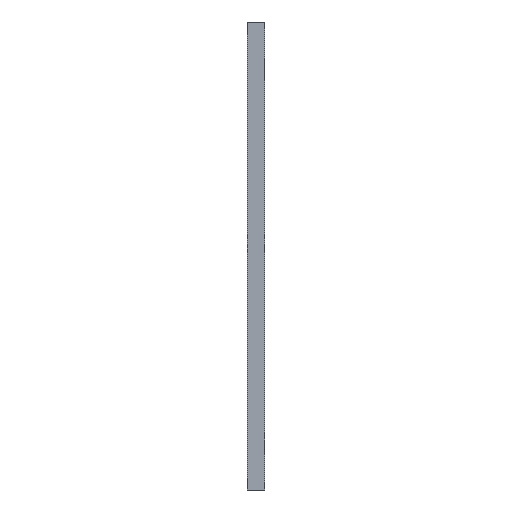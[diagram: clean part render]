
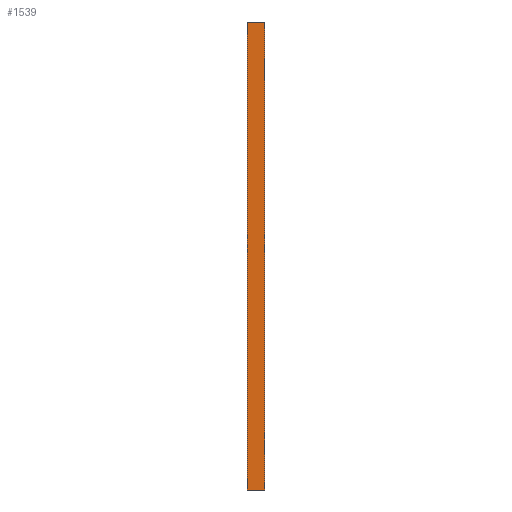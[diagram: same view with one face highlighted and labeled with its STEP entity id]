
A CAD part, left-side view. The second image highlights one B-rep face of the part: STEP entity #1539.
In plain terms, the highlighted planar face has unit normal (-1, 0, 0).
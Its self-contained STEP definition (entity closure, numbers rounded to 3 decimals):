
#2 = DIRECTION ( 'NONE',  ( 0., -1., 0. ) ) ;
#13 = CARTESIAN_POINT ( 'NONE',  ( -196.5, 1.5, -20. ) ) ;
#63 = VECTOR ( 'NONE', #336, 1000. ) ;
#140 = VECTOR ( 'NONE', #1669, 1000. ) ;
#211 = DIRECTION ( 'NONE',  ( 1., 0., 0. ) ) ;
#254 = EDGE_CURVE ( 'NONE', #2168, #2183, #1423, .T. ) ;
#263 = EDGE_LOOP ( 'NONE', ( #803, #725, #1738, #2306 ) ) ;
#322 = VECTOR ( 'NONE', #2, 1000. ) ;
#336 = DIRECTION ( 'NONE',  ( 0., 0., 1. ) ) ;
#389 = LINE ( 'NONE', #13, #140 ) ;
#398 = VECTOR ( 'NONE', #1338, 1000. ) ;
#536 = LINE ( 'NONE', #1968, #322 ) ;
#604 = EDGE_CURVE ( 'NONE', #924, #2183, #536, .T. ) ;
#643 = VERTEX_POINT ( 'NONE', #2051 ) ;
#725 = ORIENTED_EDGE ( 'NONE', *, *, #604, .F. ) ;
#731 = CARTESIAN_POINT ( 'NONE',  ( -196.5, 1.5, -20. ) ) ;
#803 = ORIENTED_EDGE ( 'NONE', *, *, #254, .T. ) ;
#870 = EDGE_CURVE ( 'NONE', #643, #924, #1362, .T. ) ;
#924 = VERTEX_POINT ( 'NONE', #2062 ) ;
#1320 = AXIS2_PLACEMENT_3D ( 'NONE', #731, #211, #1647 ) ;
#1338 = DIRECTION ( 'NONE',  ( 0., 0., 1. ) ) ;
#1362 = LINE ( 'NONE', #1555, #398 ) ;
#1423 = LINE ( 'NONE', #2315, #63 ) ;
#1539 = ADVANCED_FACE ( 'NONE', ( #2210 ), #2235, .F. ) ;
#1555 = CARTESIAN_POINT ( 'NONE',  ( -196.5, 1.5, -20. ) ) ;
#1556 = EDGE_CURVE ( 'NONE', #643, #2168, #389, .T. ) ;
#1647 = DIRECTION ( 'NONE',  ( 0., 0., -1. ) ) ;
#1669 = DIRECTION ( 'NONE',  ( 0., -1., 0. ) ) ;
#1738 = ORIENTED_EDGE ( 'NONE', *, *, #870, .F. ) ;
#1807 = CARTESIAN_POINT ( 'NONE',  ( -196.5, 0., -20. ) ) ;
#1968 = CARTESIAN_POINT ( 'NONE',  ( -196.5, 1.5, 20. ) ) ;
#2051 = CARTESIAN_POINT ( 'NONE',  ( -196.5, 1.5, -20. ) ) ;
#2062 = CARTESIAN_POINT ( 'NONE',  ( -196.5, 1.5, 20. ) ) ;
#2168 = VERTEX_POINT ( 'NONE', #1807 ) ;
#2183 = VERTEX_POINT ( 'NONE', #2190 ) ;
#2190 = CARTESIAN_POINT ( 'NONE',  ( -196.5, 0., 20. ) ) ;
#2210 = FACE_OUTER_BOUND ( 'NONE', #263, .T. ) ;
#2235 = PLANE ( 'NONE',  #1320 ) ;
#2306 = ORIENTED_EDGE ( 'NONE', *, *, #1556, .T. ) ;
#2315 = CARTESIAN_POINT ( 'NONE',  ( -196.5, 0., -20. ) ) ;
